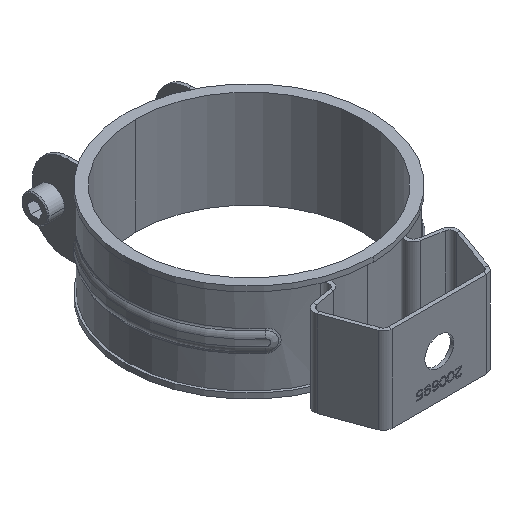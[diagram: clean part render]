
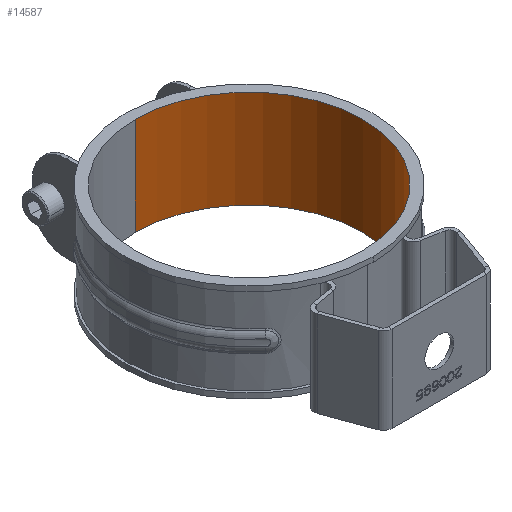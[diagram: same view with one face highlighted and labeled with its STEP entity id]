
A CAD part, isometric view. The second image highlights one B-rep face of the part: STEP entity #14587.
In plain terms, the highlighted cylindrical face has radius 33.5 mm (diameter 67 mm), a partial arc.
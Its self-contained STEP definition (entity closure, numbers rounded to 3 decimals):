
#14397=DIRECTION('',(0.,-1.,0.));
#14398=VECTOR('',#14397,28.8);
#14399=CARTESIAN_POINT('',(0.,14.4,-33.5));
#14400=LINE('',#14399,#14398);
#14401=DIRECTION('',(0.,-1.,0.));
#14402=VECTOR('',#14401,28.8);
#14403=CARTESIAN_POINT('',(0.,14.4,33.5));
#14404=LINE('',#14403,#14402);
#14405=CARTESIAN_POINT('',(0.,14.4,0.));
#14406=DIRECTION('',(0.,1.,0.));
#14407=DIRECTION('',(0.,0.,-1.));
#14408=AXIS2_PLACEMENT_3D('',#14405,#14406,#14407);
#14410=CARTESIAN_POINT('',(0.,-14.4,0.));
#14411=DIRECTION('',(0.,1.,0.));
#14412=DIRECTION('',(0.,0.,-1.));
#14413=AXIS2_PLACEMENT_3D('',#14410,#14411,#14412);
#14470=CARTESIAN_POINT('',(0.,14.4,-33.5));
#14471=CARTESIAN_POINT('',(0.,-14.4,-33.5));
#14472=VERTEX_POINT('',#14470);
#14473=VERTEX_POINT('',#14471);
#14486=CARTESIAN_POINT('',(0.,14.4,33.5));
#14487=CARTESIAN_POINT('',(0.,-14.4,33.5));
#14488=VERTEX_POINT('',#14486);
#14489=VERTEX_POINT('',#14487);
#14575=CARTESIAN_POINT('',(0.,15.84,0.));
#14576=DIRECTION('',(0.,-1.,0.));
#14577=DIRECTION('',(0.,0.,1.));
#14578=AXIS2_PLACEMENT_3D('',#14575,#14576,#14577);
#14579=CYLINDRICAL_SURFACE('',#14578,33.5);
#14580=ORIENTED_EDGE('',*,*,#14565,.T.);
#14582=ORIENTED_EDGE('',*,*,#14581,.T.);
#14583=ORIENTED_EDGE('',*,*,#14568,.F.);
#14584=ORIENTED_EDGE('',*,*,#14555,.F.);
#14585=EDGE_LOOP('',(#14580,#14582,#14583,#14584));
#14586=FACE_OUTER_BOUND('',#14585,.F.);
#14587=ADVANCED_FACE('',(#14586),#14579,.F.);
#14409=CIRCLE('',#14408,33.5);
#14414=CIRCLE('',#14413,33.5);
#14555=EDGE_CURVE('',#14472,#14488,#14409,.T.);
#14565=EDGE_CURVE('',#14472,#14473,#14400,.T.);
#14568=EDGE_CURVE('',#14488,#14489,#14404,.T.);
#14581=EDGE_CURVE('',#14473,#14489,#14414,.T.);
